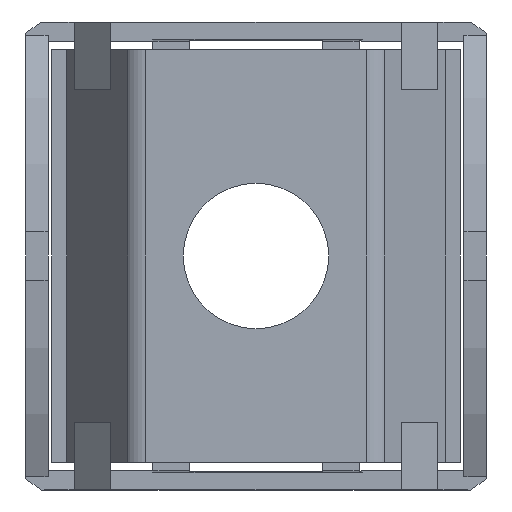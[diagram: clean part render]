
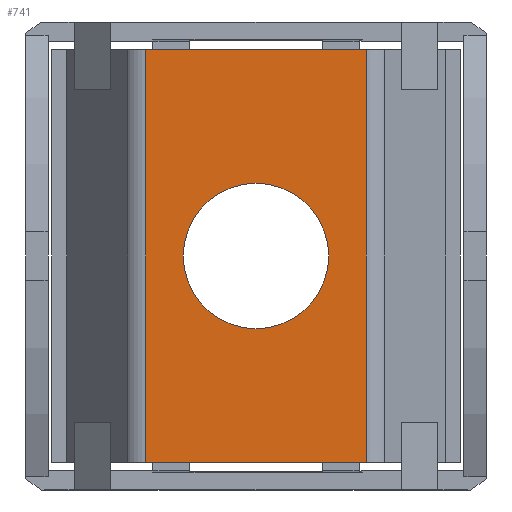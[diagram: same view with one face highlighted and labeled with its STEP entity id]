
A CAD part, front view. The second image highlights one B-rep face of the part: STEP entity #741.
In plain terms, the highlighted planar face has unit normal (0, -1, 0).
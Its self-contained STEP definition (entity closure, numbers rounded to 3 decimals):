
#395 = AXIS2_PLACEMENT_3D ( 'NONE', #2100, #2069, #2072 ) ;
#418 = CIRCLE ( 'NONE', #395, 3. ) ;
#440 = AXIS2_PLACEMENT_3D ( 'NONE', #2258, #2253, #2287 ) ;
#490 = VECTOR ( 'NONE', #2395, 1000. ) ;
#498 = VECTOR ( 'NONE', #2396, 1000. ) ;
#517 = CIRCLE ( 'NONE', #546, 3. ) ;
#519 = VECTOR ( 'NONE', #2343, 1000. ) ;
#522 = VECTOR ( 'NONE', #2163, 1000. ) ;
#546 = AXIS2_PLACEMENT_3D ( 'NONE', #1825, #1804, #1808 ) ;
#685 = EDGE_CURVE ( 'NONE', #1175, #1179, #418, .T. ) ;
#741 = ADVANCED_FACE ( 'NONE', ( #2270, #2268 ), #2286, .F. ) ;
#764 = EDGE_CURVE ( 'NONE', #1179, #1175, #517, .T. ) ;
#771 = EDGE_CURVE ( 'NONE', #1250, #1248, #1794, .T. ) ;
#778 = EDGE_CURVE ( 'NONE', #1208, #1214, #2359, .T. ) ;
#791 = EDGE_CURVE ( 'NONE', #1214, #1248, #2381, .T. ) ;
#792 = EDGE_CURVE ( 'NONE', #1208, #1250, #2405, .T. ) ;
#1006 = ORIENTED_EDGE ( 'NONE', *, *, #685, .T. ) ;
#1023 = ORIENTED_EDGE ( 'NONE', *, *, #778, .F. ) ;
#1025 = ORIENTED_EDGE ( 'NONE', *, *, #791, .F. ) ;
#1040 = ORIENTED_EDGE ( 'NONE', *, *, #771, .T. ) ;
#1046 = ORIENTED_EDGE ( 'NONE', *, *, #792, .T. ) ;
#1064 = ORIENTED_EDGE ( 'NONE', *, *, #764, .T. ) ;
#1103 = EDGE_LOOP ( 'NONE', ( #1064, #1006 ) ) ;
#1112 = EDGE_LOOP ( 'NONE', ( #1040, #1025, #1023, #1046 ) ) ;
#1175 = VERTEX_POINT ( 'NONE', #2446 ) ;
#1179 = VERTEX_POINT ( 'NONE', #2431 ) ;
#1208 = VERTEX_POINT ( 'NONE', #2428 ) ;
#1214 = VERTEX_POINT ( 'NONE', #2441 ) ;
#1248 = VERTEX_POINT ( 'NONE', #2489 ) ;
#1250 = VERTEX_POINT ( 'NONE', #2498 ) ;
#1794 = LINE ( 'NONE', #2085, #522 ) ;
#1804 = DIRECTION ( 'NONE',  ( 0., 1., 0. ) ) ;
#1808 = DIRECTION ( 'NONE',  ( 0., 0., 1. ) ) ;
#1825 = CARTESIAN_POINT ( 'NONE',  ( 0., -9., 0. ) ) ;
#2069 = DIRECTION ( 'NONE',  ( 0., 1., 0. ) ) ;
#2072 = DIRECTION ( 'NONE',  ( 0., 0., 1. ) ) ;
#2085 = CARTESIAN_POINT ( 'NONE',  ( -4.552, -9., -8.5 ) ) ;
#2100 = CARTESIAN_POINT ( 'NONE',  ( 0., -9., 0. ) ) ;
#2163 = DIRECTION ( 'NONE',  ( 1., 0., 0. ) ) ;
#2253 = DIRECTION ( 'NONE',  ( 0., 1., 0. ) ) ;
#2258 = CARTESIAN_POINT ( 'NONE',  ( -4.552, -9., 8.5 ) ) ;
#2268 = FACE_OUTER_BOUND ( 'NONE', #1112, .T. ) ;
#2270 = FACE_BOUND ( 'NONE', #1103, .T. ) ;
#2286 = PLANE ( 'NONE',  #440 ) ;
#2287 = DIRECTION ( 'NONE',  ( 0., 0., 1. ) ) ;
#2343 = DIRECTION ( 'NONE',  ( 1., 0., 0. ) ) ;
#2359 = LINE ( 'NONE', #2367, #519 ) ;
#2367 = CARTESIAN_POINT ( 'NONE',  ( -4.552, -9., 8.5 ) ) ;
#2378 = CARTESIAN_POINT ( 'NONE',  ( -4.552, -9., 8.5 ) ) ;
#2381 = LINE ( 'NONE', #2389, #490 ) ;
#2389 = CARTESIAN_POINT ( 'NONE',  ( 4.552, -9., 8.5 ) ) ;
#2395 = DIRECTION ( 'NONE',  ( 0., 0., -1. ) ) ;
#2396 = DIRECTION ( 'NONE',  ( 0., 0., -1. ) ) ;
#2405 = LINE ( 'NONE', #2378, #498 ) ;
#2428 = CARTESIAN_POINT ( 'NONE',  ( -4.552, -9., 8.5 ) ) ;
#2431 = CARTESIAN_POINT ( 'NONE',  ( 0., -9., 3. ) ) ;
#2441 = CARTESIAN_POINT ( 'NONE',  ( 4.552, -9., 8.5 ) ) ;
#2446 = CARTESIAN_POINT ( 'NONE',  ( 0., -9., -3. ) ) ;
#2489 = CARTESIAN_POINT ( 'NONE',  ( 4.552, -9., -8.5 ) ) ;
#2498 = CARTESIAN_POINT ( 'NONE',  ( -4.552, -9., -8.5 ) ) ;
